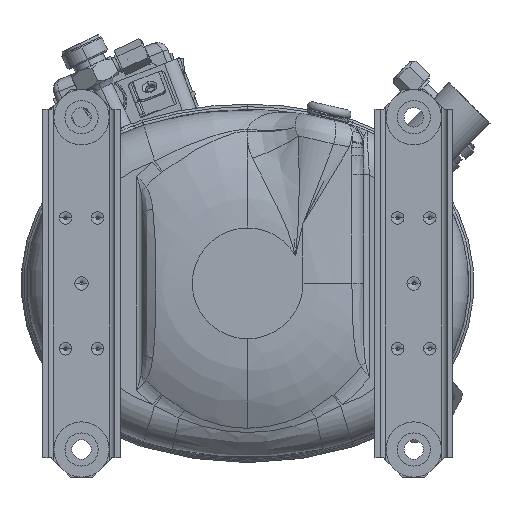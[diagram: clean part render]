
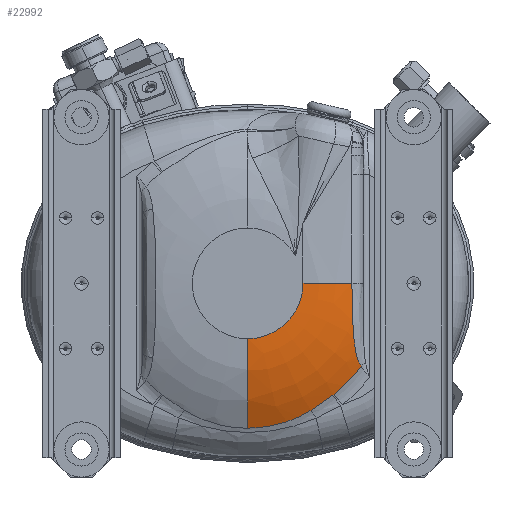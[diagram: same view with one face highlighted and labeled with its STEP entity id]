
A CAD part, front view. The second image highlights one B-rep face of the part: STEP entity #22992.
In plain terms, the highlighted toroidal (fillet/blend) face has major radius 31.75 mm and minor radius 102.768 mm.
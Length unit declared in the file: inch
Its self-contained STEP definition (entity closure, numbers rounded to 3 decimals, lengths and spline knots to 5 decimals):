
#22984 = ORIENTED_EDGE ( 'NONE', *, *, #28935, .F. ) ;
#22986 = EDGE_CURVE ( 'NONE', #27223, #23007, #25714, .T. ) ;
#22987 = ORIENTED_EDGE ( 'NONE', *, *, #23067, .T. ) ;
#22988 = ORIENTED_EDGE ( 'NONE', *, *, #23093, .T. ) ;
#22989 = EDGE_LOOP ( 'NONE', ( #22984, #22991, #23014, #22987, #22988, #23017, #23015, #23021 ) ) ;
#22991 = ORIENTED_EDGE ( 'NONE', *, *, #23047, .T. ) ;
#22992 = ADVANCED_FACE ( 'NONE', ( #25835 ), #25711, .T. ) ;
#23007 = VERTEX_POINT ( 'NONE', #25940 ) ;
#23012 = VERTEX_POINT ( 'NONE', #25901 ) ;
#23014 = ORIENTED_EDGE ( 'NONE', *, *, #23074, .T. ) ;
#23015 = ORIENTED_EDGE ( 'NONE', *, *, #23018, .T. ) ;
#23016 = EDGE_CURVE ( 'NONE', #32604, #23012, #26034, .T. ) ;
#23017 = ORIENTED_EDGE ( 'NONE', *, *, #23016, .T. ) ;
#23018 = EDGE_CURVE ( 'NONE', #23012, #23007, #25900, .T. ) ;
#23021 = ORIENTED_EDGE ( 'NONE', *, *, #22986, .F. ) ;
#23047 = EDGE_CURVE ( 'NONE', #28943, #23117, #26398, .T. ) ;
#23067 = EDGE_CURVE ( 'NONE', #23071, #23094, #26589, .T. ) ;
#23071 = VERTEX_POINT ( 'NONE', #26582 ) ;
#23074 = EDGE_CURVE ( 'NONE', #23117, #23071, #26693, .T. ) ;
#23093 = EDGE_CURVE ( 'NONE', #23094, #32604, #26600, .T. ) ;
#23094 = VERTEX_POINT ( 'NONE', #26644 ) ;
#23117 = VERTEX_POINT ( 'NONE', #27294 ) ;
#25708 = DIRECTION ( 'NONE',  ( 0., 0., -1. ) ) ;
#25709 = DIRECTION ( 'NONE',  ( 0., -1., 0. ) ) ;
#25710 = CARTESIAN_POINT ( 'NONE',  ( 0., -4.812, 0. ) ) ;
#25711 = TOROIDAL_SURFACE ( 'NONE', #25725, 1.25, 4.046 ) ;
#25712 = DIRECTION ( 'NONE',  ( 0., 0., -1. ) ) ;
#25713 = DIRECTION ( 'NONE',  ( 0., -1., 0. ) ) ;
#25714 = CIRCLE ( 'NONE', #25834, 1.25 ) ;
#25725 = AXIS2_PLACEMENT_3D ( 'NONE', #25710, #25709, #25708 ) ;
#25763 = CARTESIAN_POINT ( 'NONE',  ( 0., -8.858, 0. ) ) ;
#25834 = AXIS2_PLACEMENT_3D ( 'NONE', #25763, #25713, #25712 ) ;
#25835 = FACE_OUTER_BOUND ( 'NONE', #22989, .T. ) ;
#25900 = CIRCLE ( 'NONE', #25936, 4.046 ) ;
#25901 = CARTESIAN_POINT ( 'NONE',  ( 2.35377, -8.70453, 0. ) ) ;
#25902 = CARTESIAN_POINT ( 'NONE',  ( 1.25, -4.812, 0. ) ) ;
#25936 = AXIS2_PLACEMENT_3D ( 'NONE', #25902, #25979, #25978 ) ;
#25940 = CARTESIAN_POINT ( 'NONE',  ( 1.25, -8.858, 0. ) ) ;
#25961 = CARTESIAN_POINT ( 'NONE',  ( 2.35377, -8.70453, 0. ) ) ;
#25962 = CARTESIAN_POINT ( 'NONE',  ( 2.35377, -8.70453, -0.16185 ) ) ;
#25963 = CARTESIAN_POINT ( 'NONE',  ( 2.35538, -8.69942, -0.32326 ) ) ;
#25964 = CARTESIAN_POINT ( 'NONE',  ( 2.36078, -8.68334, -0.56466 ) ) ;
#25965 = CARTESIAN_POINT ( 'NONE',  ( 2.3631, -8.67656, -0.64501 ) ) ;
#25966 = CARTESIAN_POINT ( 'NONE',  ( 2.36909, -8.65981, -0.80542 ) ) ;
#25967 = CARTESIAN_POINT ( 'NONE',  ( 2.37276, -8.64984, -0.88549 ) ) ;
#25968 = CARTESIAN_POINT ( 'NONE',  ( 2.38216, -8.62617, -1.04528 ) ) ;
#25969 = CARTESIAN_POINT ( 'NONE',  ( 2.38787, -8.61245, -1.12503 ) ) ;
#25970 = CARTESIAN_POINT ( 'NONE',  ( 2.40258, -8.58067, -1.28295 ) ) ;
#25971 = CARTESIAN_POINT ( 'NONE',  ( 2.41154, -8.56261, -1.36124 ) ) ;
#25972 = CARTESIAN_POINT ( 'NONE',  ( 2.42945, -8.53124, -1.47722 ) ) ;
#25973 = CARTESIAN_POINT ( 'NONE',  ( 2.4362, -8.52004, -1.5157 ) ) ;
#25974 = CARTESIAN_POINT ( 'NONE',  ( 2.45181, -8.49608, -1.59145 ) ) ;
#25975 = CARTESIAN_POINT ( 'NONE',  ( 2.46065, -8.48331, -1.62876 ) ) ;
#25976 = CARTESIAN_POINT ( 'NONE',  ( 2.47633, -8.46268, -1.68354 ) ) ;
#25977 = CARTESIAN_POINT ( 'NONE',  ( 2.48197, -8.45556, -1.70161 ) ) ;
#25978 = DIRECTION ( 'NONE',  ( 1., 0., 0. ) ) ;
#25979 = DIRECTION ( 'NONE',  ( 0., 0., -1. ) ) ;
#26010 = CARTESIAN_POINT ( 'NONE',  ( 2.4943, -8.44072, -1.73724 ) ) ;
#26011 = CARTESIAN_POINT ( 'NONE',  ( 2.50101, -8.43299, -1.75486 ) ) ;
#26012 = CARTESIAN_POINT ( 'NONE',  ( 2.51578, -8.41693, -1.78918 ) ) ;
#26013 = CARTESIAN_POINT ( 'NONE',  ( 2.5238, -8.40862, -1.80585 ) ) ;
#26014 = CARTESIAN_POINT ( 'NONE',  ( 2.54162, -8.39135, -1.83784 ) ) ;
#26015 = CARTESIAN_POINT ( 'NONE',  ( 2.5514, -8.38238, -1.85318 ) ) ;
#26016 = CARTESIAN_POINT ( 'NONE',  ( 2.56253, -8.37296, -1.86754 ) ) ;
#26034 = B_SPLINE_CURVE_WITH_KNOTS ( 'NONE', 3,
 ( #26016, #26015, #26014, #26013, #26012, #26011, #26010, #25977, #25976, #25975, #25974, #25973, #25972, #25971, #25970, #25969, #25968, #25967, #25966, #25965, #25964, #25963, #25962, #25961 ),
 .UNSPECIFIED., .F., .F.,
 ( 4, 2, 2, 2, 2, 2, 2, 2, 2, 2, 2, 4 ),
 ( 0., 0.00154, 0.00309, 0.00463, 0.00617, 0.00926, 0.01234, 0.01851, 0.02468, 0.03085, 0.03703, 0.04937 ),
 .UNSPECIFIED. ) ;
#26398 = B_SPLINE_CURVE_WITH_KNOTS ( 'NONE', 3,
 ( #26468, #26467, #26462, #26461, #26460, #26459, #26458, #26457, #26456, #26455, #26454, #26453, #26452, #26451, #26450, #26449, #26448, #26447 ),
 .UNSPECIFIED., .F., .F.,
 ( 4, 2, 2, 2, 2, 2, 2, 2, 4 ),
 ( 0.03815, 0.04291, 0.04529, 0.04767, 0.05719, 0.0667, 0.06908, 0.07146, 0.07622 ),
 .UNSPECIFIED. ) ;
#26447 = CARTESIAN_POINT ( 'NONE',  ( 1.43171, -8.35595, -2.86416 ) ) ;
#26448 = CARTESIAN_POINT ( 'NONE',  ( 1.37816, -8.35257, -2.89778 ) ) ;
#26449 = CARTESIAN_POINT ( 'NONE',  ( 1.32347, -8.34947, -2.92929 ) ) ;
#26450 = CARTESIAN_POINT ( 'NONE',  ( 1.23979, -8.34518, -2.97354 ) ) ;
#26451 = CARTESIAN_POINT ( 'NONE',  ( 1.21162, -8.3438, -2.98778 ) ) ;
#26452 = CARTESIAN_POINT ( 'NONE',  ( 1.15474, -8.34117, -3.01526 ) ) ;
#26453 = CARTESIAN_POINT ( 'NONE',  ( 1.12599, -8.33991, -3.02852 ) ) ;
#26454 = CARTESIAN_POINT ( 'NONE',  ( 0.98149, -8.33388, -3.09203 ) ) ;
#26455 = CARTESIAN_POINT ( 'NONE',  ( 0.86357, -8.32999, -3.13407 ) ) ;
#26456 = CARTESIAN_POINT ( 'NONE',  ( 0.62337, -8.32377, -3.20165 ) ) ;
#26457 = CARTESIAN_POINT ( 'NONE',  ( 0.50108, -8.32144, -3.22718 ) ) ;
#26458 = CARTESIAN_POINT ( 'NONE',  ( 0.34546, -8.31949, -3.24866 ) ) ;
#26459 = CARTESIAN_POINT ( 'NONE',  ( 0.3142, -8.31915, -3.25244 ) ) ;
#26460 = CARTESIAN_POINT ( 'NONE',  ( 0.2514, -8.31856, -3.25892 ) ) ;
#26461 = CARTESIAN_POINT ( 'NONE',  ( 0.21983, -8.31832, -3.26162 ) ) ;
#26462 = CARTESIAN_POINT ( 'NONE',  ( 0.12542, -8.31773, -3.26809 ) ) ;
#26467 = CARTESIAN_POINT ( 'NONE',  ( 0.06263, -8.31754, -3.27022 ) ) ;
#26468 = CARTESIAN_POINT ( 'NONE',  ( 0., -8.31754, -3.27022 ) ) ;
#26582 = CARTESIAN_POINT ( 'NONE',  ( 1.91755, -8.37289, -2.52551 ) ) ;
#26583 = CARTESIAN_POINT ( 'NONE',  ( 1.95167, -8.37296, -2.49905 ) ) ;
#26584 = CARTESIAN_POINT ( 'NONE',  ( 1.94033, -8.37296, -2.50791 ) ) ;
#26585 = CARTESIAN_POINT ( 'NONE',  ( 1.92895, -8.37294, -2.51673 ) ) ;
#26586 = CARTESIAN_POINT ( 'NONE',  ( 1.91755, -8.37289, -2.52551 ) ) ;
#26589 = B_SPLINE_CURVE_WITH_KNOTS ( 'NONE', 3,
 ( #26586, #26585, #26584, #26583 ),
 .UNSPECIFIED., .F., .F.,
 ( 4, 4 ),
 ( 0., 0.0011 ),
 .UNSPECIFIED. ) ;
#26597 = DIRECTION ( 'NONE',  ( 0., 0., -1. ) ) ;
#26598 = DIRECTION ( 'NONE',  ( 0., -1., 0. ) ) ;
#26599 = CARTESIAN_POINT ( 'NONE',  ( 0., -8.37296, 0. ) ) ;
#26600 = CIRCLE ( 'NONE', #26645, 3.17085 ) ;
#26634 = CARTESIAN_POINT ( 'NONE',  ( 1.91755, -8.37289, -2.52551 ) ) ;
#26635 = CARTESIAN_POINT ( 'NONE',  ( 1.76084, -8.37217, -2.64616 ) ) ;
#26636 = CARTESIAN_POINT ( 'NONE',  ( 1.59897, -8.36649, -2.75915 ) ) ;
#26637 = CARTESIAN_POINT ( 'NONE',  ( 1.43171, -8.35595, -2.86416 ) ) ;
#26644 = CARTESIAN_POINT ( 'NONE',  ( 1.95167, -8.37296, -2.49905 ) ) ;
#26645 = AXIS2_PLACEMENT_3D ( 'NONE', #26599, #26598, #26597 ) ;
#26693 = B_SPLINE_CURVE_WITH_KNOTS ( 'NONE', 3,
 ( #26637, #26636, #26635, #26634 ),
 .UNSPECIFIED., .F., .F.,
 ( 4, 4 ),
 ( 0., 0.01505 ),
 .UNSPECIFIED. ) ;
#27223 = VERTEX_POINT ( 'NONE', #27703 ) ;
#27294 = CARTESIAN_POINT ( 'NONE',  ( 1.43171, -8.35595, -2.86416 ) ) ;
#27703 = CARTESIAN_POINT ( 'NONE',  ( 0., -8.858, -1.25 ) ) ;
#28178 = DIRECTION ( 'NONE',  ( 0., -1., 0. ) ) ;
#28213 = AXIS2_PLACEMENT_3D ( 'NONE', #28293, #28273, #28178 ) ;
#28270 = CARTESIAN_POINT ( 'NONE',  ( 0., -8.31754, -3.27022 ) ) ;
#28273 = DIRECTION ( 'NONE',  ( -1., 0., 0. ) ) ;
#28293 = CARTESIAN_POINT ( 'NONE',  ( 0., -4.812, -1.25 ) ) ;
#28294 = CIRCLE ( 'NONE', #28213, 4.046 ) ;
#28664 = CARTESIAN_POINT ( 'NONE',  ( 2.56253, -8.37296, -1.86754 ) ) ;
#28935 = EDGE_CURVE ( 'NONE', #28943, #27223, #28294, .T. ) ;
#28943 = VERTEX_POINT ( 'NONE', #28270 ) ;
#32604 = VERTEX_POINT ( 'NONE', #28664 ) ;
